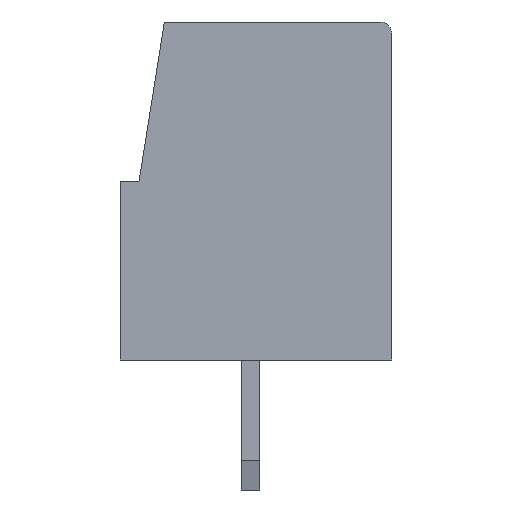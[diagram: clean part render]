
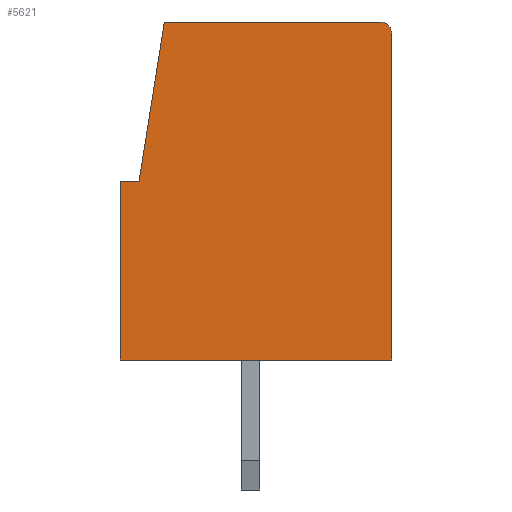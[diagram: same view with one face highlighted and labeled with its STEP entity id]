
A CAD part, left-side view. The second image highlights one B-rep face of the part: STEP entity #5621.
In plain terms, the highlighted planar face has unit normal (-1, 0, 0).
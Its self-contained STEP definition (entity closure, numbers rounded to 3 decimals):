
#110=PLANE('',#6606);
#362=CIRCLE('',#6571,0.3);
#552=ORIENTED_EDGE('',*,*,#2119,.T.);
#553=ORIENTED_EDGE('',*,*,#2050,.F.);
#554=ORIENTED_EDGE('',*,*,#2087,.F.);
#555=ORIENTED_EDGE('',*,*,#2098,.T.);
#556=ORIENTED_EDGE('',*,*,#2101,.T.);
#557=ORIENTED_EDGE('',*,*,#2076,.T.);
#558=ORIENTED_EDGE('',*,*,#2125,.T.);
#2050=EDGE_CURVE('',#2866,#2864,#362,.T.);
#2076=EDGE_CURVE('',#2885,#2886,#3430,.T.);
#2087=EDGE_CURVE('',#2894,#2866,#3440,.T.);
#2098=EDGE_CURVE('',#2894,#2901,#3448,.T.);
#2101=EDGE_CURVE('',#2901,#2885,#3451,.T.);
#2119=EDGE_CURVE('',#2913,#2864,#3467,.T.);
#2125=EDGE_CURVE('',#2886,#2913,#3473,.T.);
#2864=VERTEX_POINT('',#8435);
#2866=VERTEX_POINT('',#8439);
#2885=VERTEX_POINT('',#8494);
#2886=VERTEX_POINT('',#8495);
#2894=VERTEX_POINT('',#8514);
#2901=VERTEX_POINT('',#8538);
#2913=VERTEX_POINT('',#8578);
#3430=LINE('',#8493,#4192);
#3440=LINE('',#8515,#4202);
#3448=LINE('',#8537,#4210);
#3451=LINE('',#8543,#4213);
#3467=LINE('',#8577,#4229);
#3473=LINE('',#8589,#4235);
#4192=VECTOR('',#6988,1000.);
#4202=VECTOR('',#7002,1000.);
#4210=VECTOR('',#7026,1000.);
#4213=VECTOR('',#7031,1000.);
#4229=VECTOR('',#7063,1000.);
#4235=VECTOR('',#7071,1000.);
#4956=EDGE_LOOP('',(#552,#553,#554,#555,#556,#557,#558));
#5278=FACE_BOUND('',#4956,.T.);
#5621=ADVANCED_FACE('',(#5278),#110,.F.);
#6571=AXIS2_PLACEMENT_3D('',#8440,#6943,#6944);
#6606=AXIS2_PLACEMENT_3D('',#8615,#7095,#7096);
#6943=DIRECTION('',(1.,0.,0.));
#6944=DIRECTION('',(0.,-1.,0.));
#6988=DIRECTION('',(0.,0.,-1.));
#7002=DIRECTION('',(0.,-1.,0.));
#7026=DIRECTION('',(0.,0.156,-0.988));
#7031=DIRECTION('',(0.,1.,0.));
#7063=DIRECTION('',(0.,0.,1.));
#7071=DIRECTION('',(0.,-1.,0.));
#7095=DIRECTION('',(1.,0.,0.));
#7096=DIRECTION('',(0.,0.,1.));
#8435=CARTESIAN_POINT('',(-1.75,-7.3,8.8));
#8439=CARTESIAN_POINT('',(-1.75,-7.,9.1));
#8440=CARTESIAN_POINT('',(-1.75,-7.,8.8));
#8493=CARTESIAN_POINT('',(-1.75,0.,0.));
#8494=CARTESIAN_POINT('',(-1.75,0.,4.8));
#8495=CARTESIAN_POINT('',(-1.75,0.,0.));
#8514=CARTESIAN_POINT('',(-1.75,-1.181,9.1));
#8515=CARTESIAN_POINT('',(-1.75,-3.5,9.1));
#8537=CARTESIAN_POINT('',(-1.75,0.26,0.));
#8538=CARTESIAN_POINT('',(-1.75,-0.5,4.8));
#8543=CARTESIAN_POINT('',(-1.75,-3.5,4.8));
#8577=CARTESIAN_POINT('',(-1.75,-7.3,0.));
#8578=CARTESIAN_POINT('',(-1.75,-7.3,0.));
#8589=CARTESIAN_POINT('',(-1.75,-3.5,0.));
#8615=CARTESIAN_POINT('',(-1.75,-11.88,0.));
